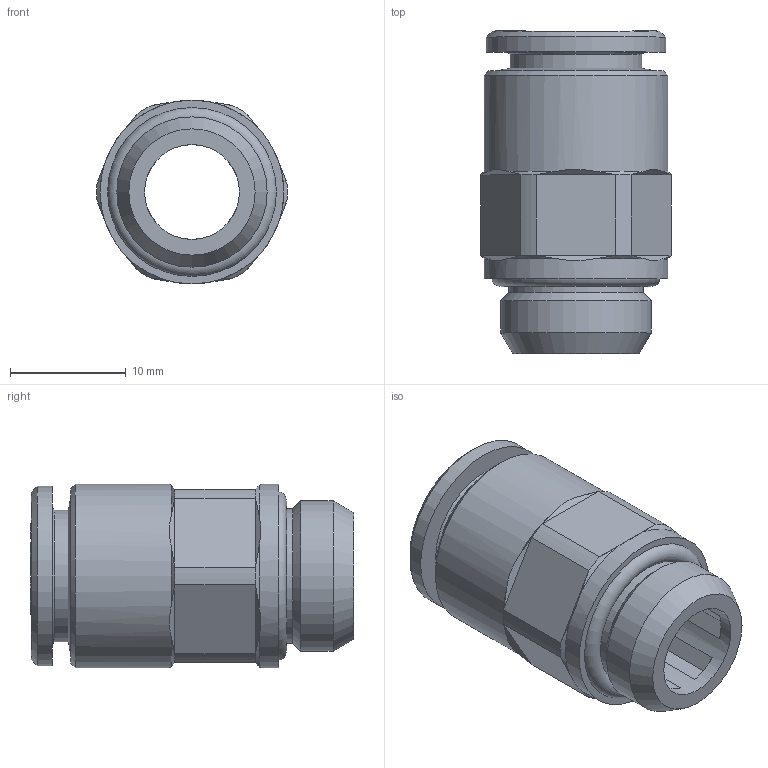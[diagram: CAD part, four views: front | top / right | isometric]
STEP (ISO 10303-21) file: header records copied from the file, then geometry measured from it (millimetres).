
FILE_DESCRIPTION(/* description */ ('STEP AP214'),/* implementation_level */ '2;1');
FILE_NAME(/* name */ 'AP020052',/* time_stamp */ '2023-03-28T14:00:15+02:00',/* author */ ('License CC BY-ND 4.0'),/* organization */ ('CADENAS'),/* preprocessor_version */ 'ST-DEVELOPER v19.3',/* originating_system */ 'PARTsolutions',/* authorisation */ ' ');
FILE_SCHEMA (('AUTOMOTIVE_DESIGN {1 0 10303 214 3 1 1}'));
Length unit declared in the file: millimetre
Products named in the file (2): AP020052; AP020052_PART1
Assembly tree (1 placements, depth 2):
  AP020052
    AP020052_PART1
Bounding box: 16.49 x 28 x 15.9 mm (x, y, z)
Volume: 2813.8 mm3; surface area: 2591 mm2
Topology: 1 solids, 1 shells, 187 faces, 471 edges, 303 vertices
Faces by surface type: plane 109, bspline 43, cone 20, cylinder 14, torus 1
Full cylindrical faces by diameter (mm): 8.2 x1, 10.15 x1, 11.4 x1, 11.6 x1, 13 x1, 15.5 x1, 15.9 x2
Entity records: 9342 total; most frequent: CARTESIAN_POINT 3915, ORIENTED_EDGE 898, DIRECTION 687, EDGE_CURVE 449, VERTEX_POINT 298, LINE 259, VECTOR 259, EDGE_LOOP 223
